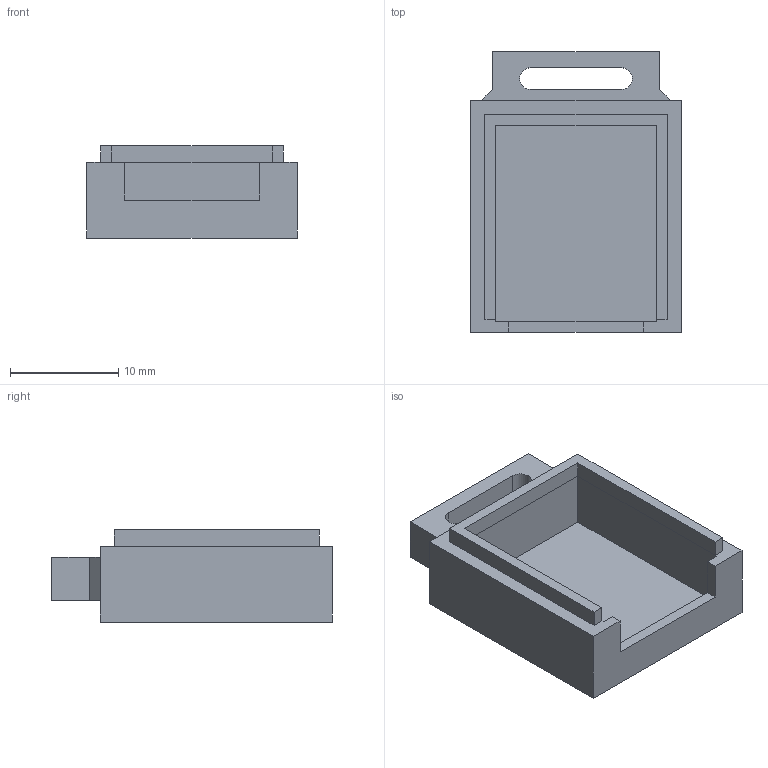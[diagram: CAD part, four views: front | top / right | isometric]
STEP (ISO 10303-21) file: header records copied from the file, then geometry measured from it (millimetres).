
FILE_DESCRIPTION(('FreeCAD Model'),'2;1');
FILE_NAME('bottom.step', '2020-03-20T13:34:58',('Author'),(''), 'Open CASCADE STEP processor 7.3','FreeCAD','Unknown');
FILE_SCHEMA(('AUTOMOTIVE_DESIGN { 1 0 10303 214 1 1 1 1 }'));
Length unit declared in the file: millimetre
Products named in the file (1): bottom
Bounding box: 19.4 x 25.9 x 8.5 mm (x, y, z)
Volume: 1750.1 mm3; surface area: 2049 mm2
Topology: 1 solids, 1 shells, 34 faces, 93 edges, 62 vertices
Faces by surface type: plane 32, cylinder 2
Entity records: 1316 total; most frequent: CARTESIAN_POINT 190, ORIENTED_EDGE 186, DIRECTION 167, EDGE_CURVE 93, LINE 89, VECTOR 89, VERTEX_POINT 62, AXIS2_PLACEMENT_3D 39
